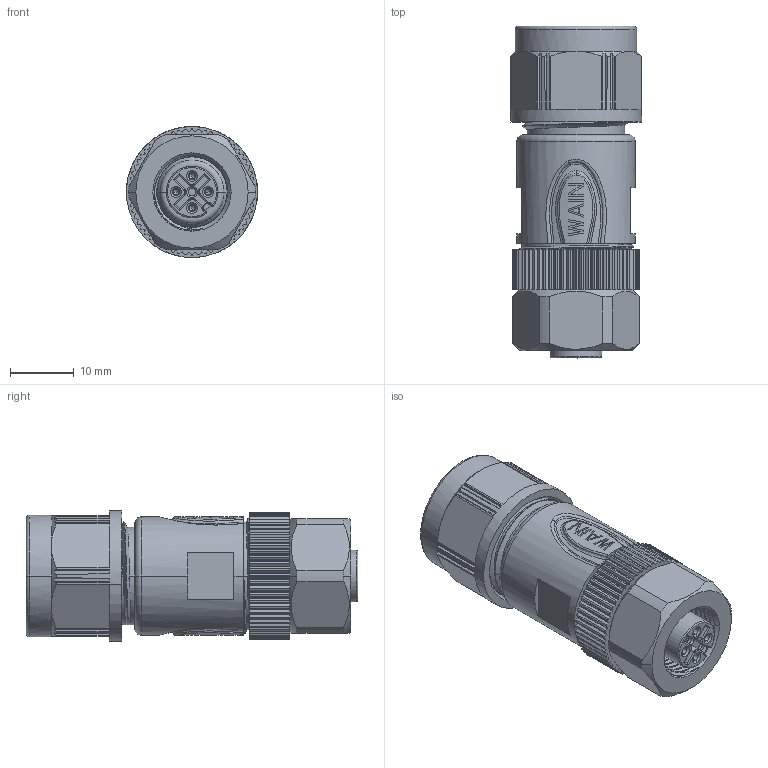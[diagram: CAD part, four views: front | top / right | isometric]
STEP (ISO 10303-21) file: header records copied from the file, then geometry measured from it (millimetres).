
FILE_DESCRIPTION((''),'2;1');
FILE_NAME('M12-F05A-T_SW0001','2017-06-29T',('zq.xu'),(''),'PRO/ENGINEER BY PARAMETRIC TECHNOLOGY CORPORATION, 2012480','PRO/ENGINEER BY PARAMETRIC TECHNOLOGY CORPORATION, 2012480','');
FILE_SCHEMA(('AUTOMOTIVE_DESIGN { 1 0 10303 214 1 1 1 1 }'));
Products named in the file (1): M12-F05A-T_SW0001
Bounding box: 20.5 x 51.9 x 20.49 mm (x, y, z)
Volume: 9529.8 mm3; surface area: 12317.9 mm2
Topology: 1 solids, 1 shells, 1840 faces, 5334 edges, 3474 vertices
Faces by surface type: plane 722, cylinder 505, cone 239, bspline 190, extrusion 106, torus 76, sphere 2
Entity records: 104148 total; most frequent: CARTESIAN_POINT 58611, ORIENTED_EDGE 10636, DIRECTION 7913, EDGE_CURVE 5318, VERTEX_POINT 3474, AXIS2_PLACEMENT_3D 2789, VECTOR 2335, LINE 2229
